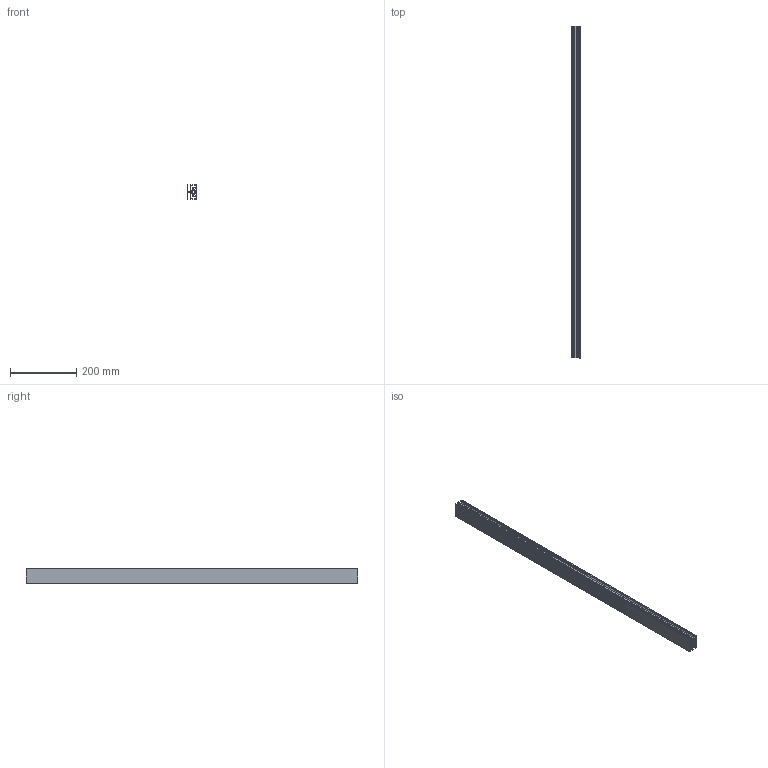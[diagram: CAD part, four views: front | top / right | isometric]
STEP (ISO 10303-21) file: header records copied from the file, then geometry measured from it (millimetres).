
FILE_DESCRIPTION(('STEP AP203'),'1');
FILE_NAME('BASE08B0027.stp','2023-10-13T08:33:59',(' '),(' '),'Spatial InterOp 3D',' ',' ');
FILE_SCHEMA(('CONFIG_CONTROL_DESIGN'));
Length unit declared in the file: millimetre
Products named in the file (1): Profilé 8 30x45 WG40
Bounding box: 30 x 1000 x 45 mm (x, y, z)
Volume: 444178.9 mm3; surface area: 498037.8 mm2
Topology: 1 solids, 1 shells, 224 faces, 666 edges, 444 vertices
Faces by surface type: plane 152, cylinder 72
Entity records: 7636 total; most frequent: CARTESIAN_POINT 1335, ORIENTED_EDGE 1332, DIRECTION 1260, EDGE_CURVE 666, LINE 522, VECTOR 522, VERTEX_POINT 444, AXIS2_PLACEMENT_3D 369
